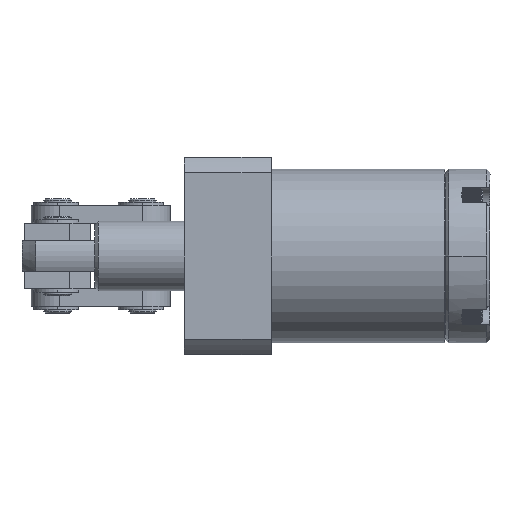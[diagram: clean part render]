
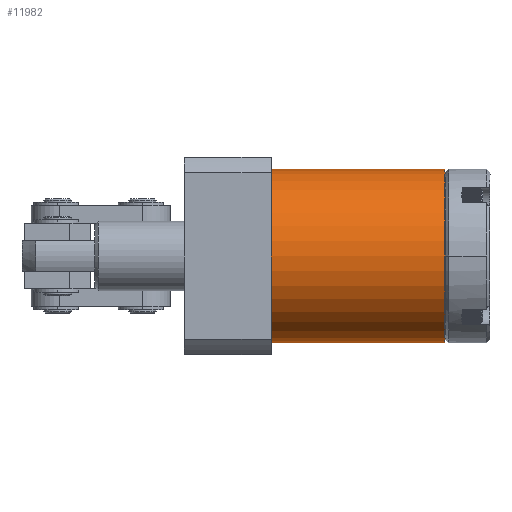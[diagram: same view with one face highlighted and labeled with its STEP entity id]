
A CAD part, left-side view. The second image highlights one B-rep face of the part: STEP entity #11982.
In plain terms, the highlighted cylindrical face has radius 25 mm (diameter 50 mm), a partial arc.
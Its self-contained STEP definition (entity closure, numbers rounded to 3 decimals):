
#231 = ORIENTED_EDGE ( 'NONE', *, *, #15823, .F. ) ;
#1074 = DIRECTION ( 'NONE',  ( 0., -1., 0. ) ) ;
#2339 = DIRECTION ( 'NONE',  ( 0., 0., -1. ) ) ;
#2670 = VERTEX_POINT ( 'NONE', #18251 ) ;
#3413 = VERTEX_POINT ( 'NONE', #34484 ) ;
#4269 = CARTESIAN_POINT ( 'NONE',  ( 0., 0., 0. ) ) ;
#4941 = VERTEX_POINT ( 'NONE', #10814 ) ;
#5002 = VECTOR ( 'NONE', #11483, 1000. ) ;
#5333 = CARTESIAN_POINT ( 'NONE',  ( 0., 0., -25. ) ) ;
#5529 = AXIS2_PLACEMENT_3D ( 'NONE', #9455, #30825, #12517 ) ;
#7837 = CIRCLE ( 'NONE', #26372, 25. ) ;
#9455 = CARTESIAN_POINT ( 'NONE',  ( 0., -50., 0. ) ) ;
#10814 = CARTESIAN_POINT ( 'NONE',  ( 0., 0., -25. ) ) ;
#11483 = DIRECTION ( 'NONE',  ( 0., -1., 0. ) ) ;
#11982 = ADVANCED_FACE ( 'NONE', ( #25746 ), #30008, .T. ) ;
#12517 = DIRECTION ( 'NONE',  ( 0., 0., -1. ) ) ;
#13089 = AXIS2_PLACEMENT_3D ( 'NONE', #4269, #1074, #22697 ) ;
#13722 = VECTOR ( 'NONE', #36206, 1000. ) ;
#15823 = EDGE_CURVE ( 'NONE', #2670, #30773, #29030, .T. ) ;
#16027 = ORIENTED_EDGE ( 'NONE', *, *, #30497, .T. ) ;
#16756 = EDGE_CURVE ( 'NONE', #4941, #3413, #29397, .T. ) ;
#17428 = CARTESIAN_POINT ( 'NONE',  ( 0., -50., 25. ) ) ;
#18251 = CARTESIAN_POINT ( 'NONE',  ( 0., 0., 25. ) ) ;
#20597 = DIRECTION ( 'NONE',  ( 0., -1., 0. ) ) ;
#21232 = EDGE_CURVE ( 'NONE', #2670, #4941, #7837, .T. ) ;
#22697 = DIRECTION ( 'NONE',  ( 0., 0., -1. ) ) ;
#23097 = EDGE_LOOP ( 'NONE', ( #231, #29362, #25055, #16027 ) ) ;
#25055 = ORIENTED_EDGE ( 'NONE', *, *, #16756, .T. ) ;
#25746 = FACE_OUTER_BOUND ( 'NONE', #23097, .T. ) ;
#26372 = AXIS2_PLACEMENT_3D ( 'NONE', #38916, #20597, #2339 ) ;
#29030 = LINE ( 'NONE', #33158, #13722 ) ;
#29362 = ORIENTED_EDGE ( 'NONE', *, *, #21232, .T. ) ;
#29397 = LINE ( 'NONE', #5333, #5002 ) ;
#30008 = CYLINDRICAL_SURFACE ( 'NONE', #13089, 25. ) ;
#30497 = EDGE_CURVE ( 'NONE', #3413, #30773, #32304, .T. ) ;
#30773 = VERTEX_POINT ( 'NONE', #17428 ) ;
#30825 = DIRECTION ( 'NONE',  ( 0., 1., 0. ) ) ;
#32304 = CIRCLE ( 'NONE', #5529, 25. ) ;
#33158 = CARTESIAN_POINT ( 'NONE',  ( 0., 0., 25. ) ) ;
#34484 = CARTESIAN_POINT ( 'NONE',  ( 0., -50., -25. ) ) ;
#36206 = DIRECTION ( 'NONE',  ( 0., -1., 0. ) ) ;
#38916 = CARTESIAN_POINT ( 'NONE',  ( 0., 0., 0. ) ) ;
